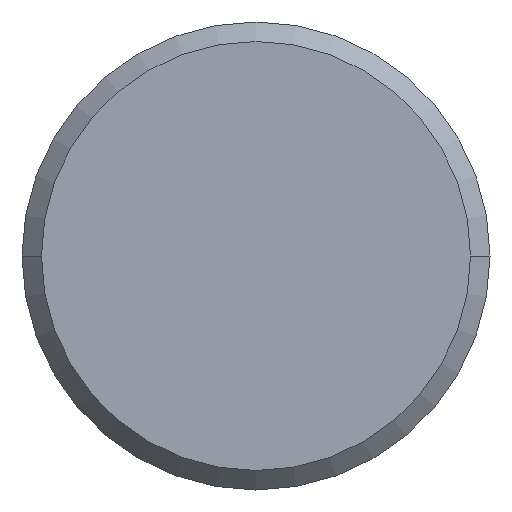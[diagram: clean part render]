
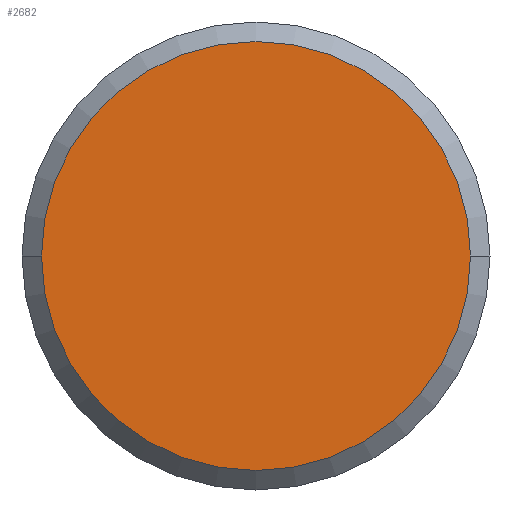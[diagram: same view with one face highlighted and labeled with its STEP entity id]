
A CAD part, front view. The second image highlights one B-rep face of the part: STEP entity #2682.
In plain terms, the highlighted planar face has unit normal (0, -1, 0).
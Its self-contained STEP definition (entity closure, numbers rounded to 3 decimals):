
#946=CARTESIAN_POINT('',(0.,-49.,0.));
#947=DIRECTION('',(0.,1.,0.));
#948=DIRECTION('',(-1.,0.,0.));
#949=AXIS2_PLACEMENT_3D('',#946,#947,#948);
#951=CARTESIAN_POINT('',(0.,-49.,0.));
#952=DIRECTION('',(0.,-1.,0.));
#953=DIRECTION('',(-1.,0.,0.));
#954=AXIS2_PLACEMENT_3D('',#951,#952,#953);
#964=CARTESIAN_POINT('',(-8.25,-49.,0.));
#965=VERTEX_POINT('',#964);
#966=CARTESIAN_POINT('',(8.25,-49.,0.));
#967=VERTEX_POINT('',#966);
#2673=CARTESIAN_POINT('',(0.,-49.,0.));
#2674=DIRECTION('',(0.,-1.,0.));
#2675=DIRECTION('',(1.,0.,0.));
#2676=AXIS2_PLACEMENT_3D('',#2673,#2674,#2675);
#2677=PLANE('',#2676);
#2678=ORIENTED_EDGE('',*,*,#2641,.T.);
#2679=ORIENTED_EDGE('',*,*,#2659,.F.);
#2680=EDGE_LOOP('',(#2678,#2679));
#2681=FACE_OUTER_BOUND('',#2680,.F.);
#2682=ADVANCED_FACE('',(#2681),#2677,.T.);
#950=CIRCLE('',#949,8.25);
#955=CIRCLE('',#954,8.25);
#2641=EDGE_CURVE('',#965,#967,#950,.T.);
#2659=EDGE_CURVE('',#965,#967,#955,.T.);
